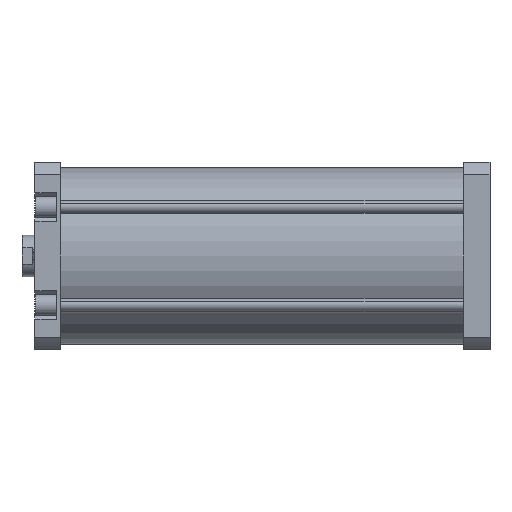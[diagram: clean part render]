
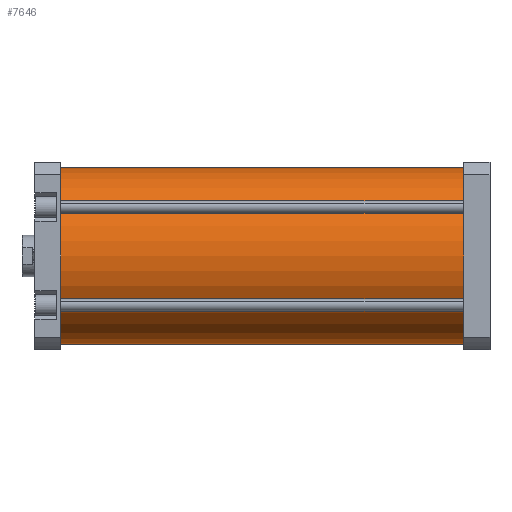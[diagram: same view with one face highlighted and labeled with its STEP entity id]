
A CAD part, front view. The second image highlights one B-rep face of the part: STEP entity #7646.
In plain terms, the highlighted cylindrical face has radius 85 mm (diameter 170 mm), a partial arc.
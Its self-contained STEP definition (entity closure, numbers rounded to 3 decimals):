
#424 = CIRCLE ( 'NONE', #5148, 85. ) ;
#437 = VECTOR ( 'NONE', #6205, 1000. ) ;
#438 = LINE ( 'NONE', #6204, #437 ) ;
#557 = CIRCLE ( 'NONE', #5109, 85. ) ;
#698 = LINE ( 'NONE', #5865, #706 ) ;
#706 = VECTOR ( 'NONE', #5872, 1000. ) ;
#714 = EDGE_CURVE ( 'NONE', #7326, #7529, #698, .T. ) ;
#923 = EDGE_CURVE ( 'NONE', #7433, #7326, #557, .T. ) ;
#987 = EDGE_CURVE ( 'NONE', #7433, #7473, #438, .T. ) ;
#988 = EDGE_CURVE ( 'NONE', #7473, #7529, #424, .T. ) ;
#1248 = ORIENTED_EDGE ( 'NONE', *, *, #988, .T. ) ;
#1249 = ORIENTED_EDGE ( 'NONE', *, *, #987, .T. ) ;
#1250 = ORIENTED_EDGE ( 'NONE', *, *, #923, .F. ) ;
#1251 = ORIENTED_EDGE ( 'NONE', *, *, #714, .F. ) ;
#1879 = FACE_OUTER_BOUND ( 'NONE', #4794, .T. ) ;
#1884 = CYLINDRICAL_SURFACE ( 'NONE', #5385, 85. ) ;
#2659 = CARTESIAN_POINT ( 'NONE',  ( 85., 0., 387. ) ) ;
#2757 = CARTESIAN_POINT ( 'NONE',  ( -85., 0., 387. ) ) ;
#2796 = CARTESIAN_POINT ( 'NONE',  ( -85., 0., 0. ) ) ;
#2849 = CARTESIAN_POINT ( 'NONE',  ( 85., 0., 0. ) ) ;
#2989 = DIRECTION ( 'NONE',  ( 0., 0., -1. ) ) ;
#2996 = DIRECTION ( 'NONE',  ( -1., 0., 0. ) ) ;
#3088 = CARTESIAN_POINT ( 'NONE',  ( 0., 0., 387. ) ) ;
#4794 = EDGE_LOOP ( 'NONE', ( #1251, #1250, #1249, #1248 ) ) ;
#5109 = AXIS2_PLACEMENT_3D ( 'NONE', #6038, #6039, #6040 ) ;
#5148 = AXIS2_PLACEMENT_3D ( 'NONE', #6206, #6208, #6209 ) ;
#5385 = AXIS2_PLACEMENT_3D ( 'NONE', #3088, #2989, #2996 ) ;
#5865 = CARTESIAN_POINT ( 'NONE',  ( 85., 0., 387. ) ) ;
#5872 = DIRECTION ( 'NONE',  ( 0., 0., -1. ) ) ;
#6038 = CARTESIAN_POINT ( 'NONE',  ( 0., 0., 387. ) ) ;
#6039 = DIRECTION ( 'NONE',  ( 0., 0., 1. ) ) ;
#6040 = DIRECTION ( 'NONE',  ( 1., 0., 0. ) ) ;
#6204 = CARTESIAN_POINT ( 'NONE',  ( -85., 0., 387. ) ) ;
#6205 = DIRECTION ( 'NONE',  ( 0., 0., -1. ) ) ;
#6206 = CARTESIAN_POINT ( 'NONE',  ( 0., 0., 0. ) ) ;
#6208 = DIRECTION ( 'NONE',  ( 0., 0., 1. ) ) ;
#6209 = DIRECTION ( 'NONE',  ( 1., 0., 0. ) ) ;
#7326 = VERTEX_POINT ( 'NONE', #2659 ) ;
#7433 = VERTEX_POINT ( 'NONE', #2757 ) ;
#7473 = VERTEX_POINT ( 'NONE', #2796 ) ;
#7529 = VERTEX_POINT ( 'NONE', #2849 ) ;
#7646 = ADVANCED_FACE ( 'NONE', ( #1879 ), #1884, .T. ) ;
